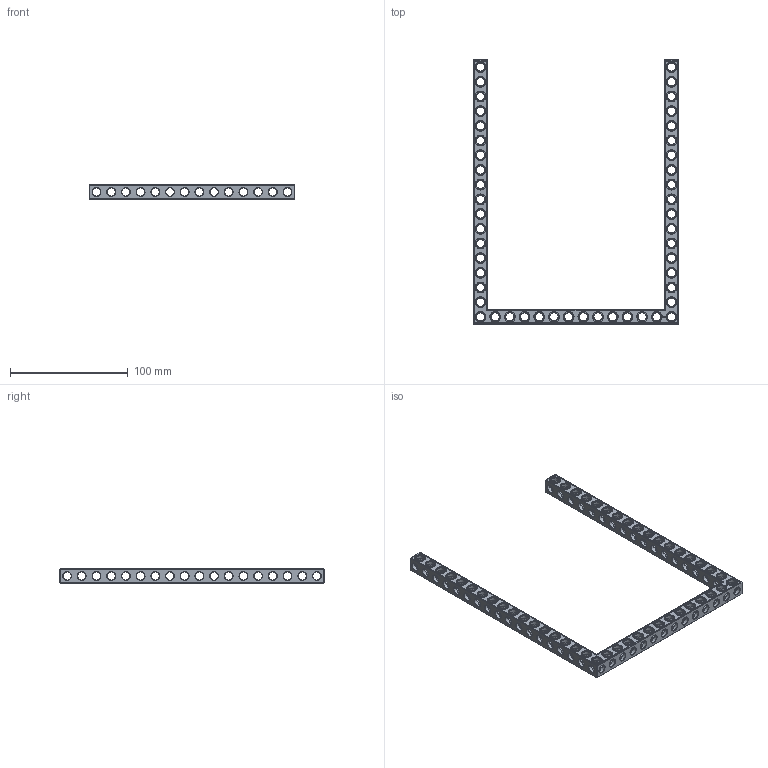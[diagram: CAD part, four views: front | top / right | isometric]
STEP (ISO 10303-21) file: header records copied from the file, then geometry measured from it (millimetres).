
FILE_DESCRIPTION(('FreeCAD Model'),'2;1');
FILE_NAME('Open CASCADE Shape Model','2022-03-06T13:21:53',('Author'),( ''),'Open CASCADE STEP processor 7.5','FreeCAD','Unknown');
FILE_SCHEMA(('AUTOMOTIVE_DESIGN { 1 0 10303 214 1 1 1 1 }'));
Products named in the file (1): Beam AGD ESS USH SYM BU14x18x01 - SPN-BEM-0534 (stemfie.org)
Bounding box: 175 x 225 x 12.5 mm (x, y, z)
Volume: 46905.8 mm3; surface area: 41825 mm2
Topology: 1 solids, 1 shells, 1074 faces, 3321 edges, 2138 vertices
Faces by surface type: plane 433, cylinder 289, cone 194, extrusion 158
Full cylindrical faces by diameter (mm): 6.98 x38, 7 x203, 9.2 x48
Entity records: 273490 total; most frequent: CARTESIAN_POINT 212238, DIRECTION 9717, ORIENTED_EDGE 6642, PCURVE 6642, DEFINITIONAL_REPRESENTATION 6642, VECTOR 5977, LINE 5819, EDGE_CURVE 3321
